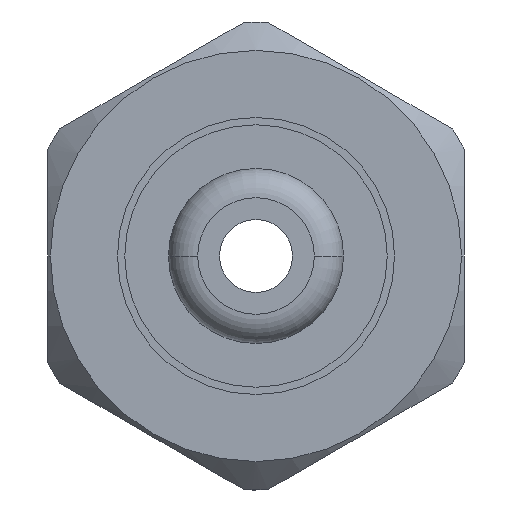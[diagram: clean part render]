
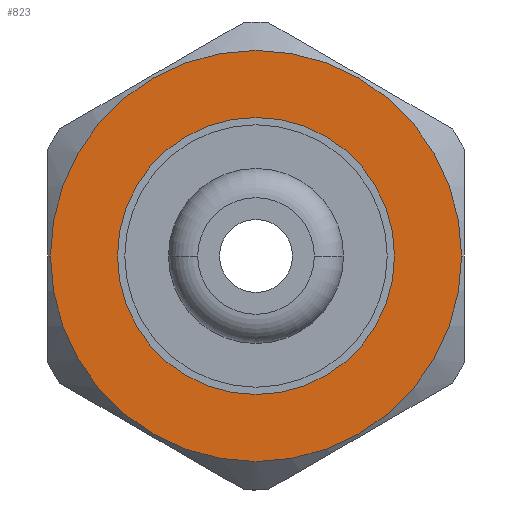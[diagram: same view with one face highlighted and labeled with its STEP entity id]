
A CAD part, front view. The second image highlights one B-rep face of the part: STEP entity #823.
In plain terms, the highlighted planar face has unit normal (0, -1, 0).
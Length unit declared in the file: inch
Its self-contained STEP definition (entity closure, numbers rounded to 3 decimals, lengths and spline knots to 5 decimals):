
#244=CARTESIAN_POINT('',(0.,-2.96063,0.));
#245=DIRECTION('',(0.,-1.,0.));
#246=DIRECTION('',(1.,0.,0.));
#247=AXIS2_PLACEMENT_3D('',#244,#245,#246);
#249=CARTESIAN_POINT('',(0.,-2.96063,0.));
#250=DIRECTION('',(0.,-1.,0.));
#251=DIRECTION('',(-1.,0.,0.));
#252=AXIS2_PLACEMENT_3D('',#249,#250,#251);
#254=CARTESIAN_POINT('',(0.,-2.96063,0.));
#255=DIRECTION('',(0.,1.,0.));
#256=DIRECTION('',(-1.,0.,0.));
#257=AXIS2_PLACEMENT_3D('',#254,#255,#256);
#259=CARTESIAN_POINT('',(0.,-2.96063,0.));
#260=DIRECTION('',(0.,1.,0.));
#261=DIRECTION('',(1.,0.,0.));
#262=AXIS2_PLACEMENT_3D('',#259,#260,#261);
#579=CARTESIAN_POINT('',(0.555,-2.96063,0.));
#580=CARTESIAN_POINT('',(-0.555,-2.96063,0.));
#581=VERTEX_POINT('',#579);
#582=VERTEX_POINT('',#580);
#601=CARTESIAN_POINT('',(-0.37402,-2.96063,0.));
#602=CARTESIAN_POINT('',(0.37402,-2.96063,0.));
#603=VERTEX_POINT('',#601);
#604=VERTEX_POINT('',#602);
#807=CARTESIAN_POINT('',(0.,-2.96063,0.));
#808=DIRECTION('',(0.,1.,0.));
#809=DIRECTION('',(-1.,0.,0.));
#810=AXIS2_PLACEMENT_3D('',#807,#808,#809);
#811=PLANE('',#810);
#812=ORIENTED_EDGE('',*,*,#785,.F.);
#814=ORIENTED_EDGE('',*,*,#813,.F.);
#815=EDGE_LOOP('',(#812,#814));
#816=FACE_OUTER_BOUND('',#815,.F.);
#818=ORIENTED_EDGE('',*,*,#817,.F.);
#820=ORIENTED_EDGE('',*,*,#819,.F.);
#821=EDGE_LOOP('',(#818,#820));
#822=FACE_BOUND('',#821,.F.);
#823=ADVANCED_FACE('',(#816,#822),#811,.F.);
#248=CIRCLE('',#247,0.555);
#253=CIRCLE('',#252,0.555);
#258=CIRCLE('',#257,0.37402);
#263=CIRCLE('',#262,0.37402);
#785=EDGE_CURVE('',#581,#582,#248,.T.);
#813=EDGE_CURVE('',#582,#581,#253,.T.);
#817=EDGE_CURVE('',#603,#604,#258,.T.);
#819=EDGE_CURVE('',#604,#603,#263,.T.);
